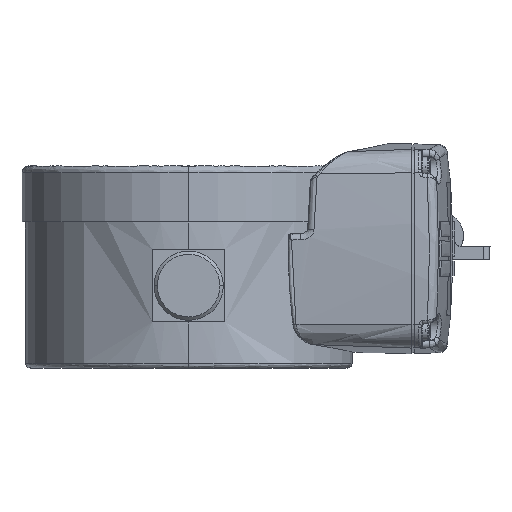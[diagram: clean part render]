
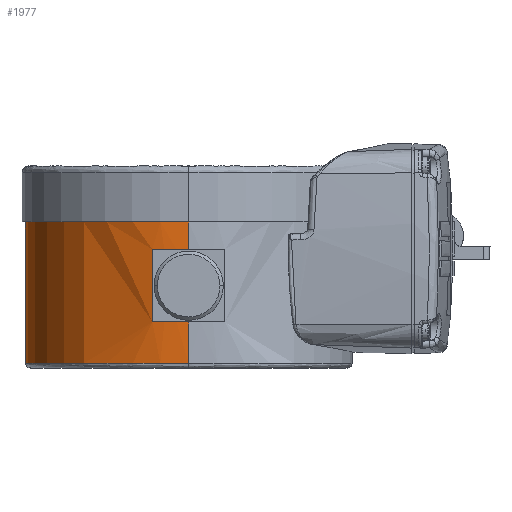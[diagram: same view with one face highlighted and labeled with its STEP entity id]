
A CAD part, front view. The second image highlights one B-rep face of the part: STEP entity #1977.
In plain terms, the highlighted free-form (B-spline) face has degree [8, 1] with [9, 2] control points.
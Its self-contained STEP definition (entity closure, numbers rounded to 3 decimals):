
#49=DIRECTION('',(0.,0.,-1.));
#50=VECTOR('',#49,22.);
#51=CARTESIAN_POINT('',(-11.,-48.262,-25.3));
#52=LINE('',#51,#50);
#56=DIRECTION('',(0.,0.,-1.));
#57=VECTOR('',#56,12.5);
#58=CARTESIAN_POINT('',(0.,-49.5,-47.3));
#59=LINE('',#58,#57);
#63=CARTESIAN_POINT('',(0.,0.,-59.8));
#64=DIRECTION('',(0.,0.,-1.));
#65=DIRECTION('',(0.,-1.,0.));
#66=AXIS2_PLACEMENT_3D('',#63,#64,#65);
#71=DIRECTION('',(0.,0.,-1.));
#72=VECTOR('',#71,8.3);
#73=CARTESIAN_POINT('',(0.,-49.5,-17.));
#74=LINE('',#73,#72);
#92=CARTESIAN_POINT('',(0.,0.,-25.3));
#93=DIRECTION('',(0.,0.,1.));
#94=DIRECTION('',(-0.222,-0.975,0.));
#95=AXIS2_PLACEMENT_3D('',#92,#93,#94);
#122=DIRECTION('',(0.,0.,-1.));
#123=VECTOR('',#122,42.8);
#124=CARTESIAN_POINT('',(0.,49.5,-17.));
#125=LINE('',#124,#123);
#153=CARTESIAN_POINT('',(0.,0.,-17.));
#154=DIRECTION('',(0.,0.,-1.));
#155=DIRECTION('',(0.,-1.,0.));
#156=AXIS2_PLACEMENT_3D('',#153,#154,#155);
#1383=CARTESIAN_POINT('',(0.,0.,-47.3));
#1384=DIRECTION('',(0.,0.,-1.));
#1385=DIRECTION('',(0.,-1.,0.));
#1386=AXIS2_PLACEMENT_3D('',#1383,#1384,#1385);
#1590=CARTESIAN_POINT('',(0.,-49.5,-59.8));
#1591=CARTESIAN_POINT('',(0.,49.5,-59.8));
#1592=VERTEX_POINT('',#1590);
#1593=VERTEX_POINT('',#1591);
#1594=CARTESIAN_POINT('',(-11.,-48.262,-25.3));
#1595=CARTESIAN_POINT('',(-11.,-48.262,-47.3));
#1596=VERTEX_POINT('',#1594);
#1597=VERTEX_POINT('',#1595);
#1598=CARTESIAN_POINT('',(0.,-49.5,-47.3));
#1599=VERTEX_POINT('',#1598);
#1600=CARTESIAN_POINT('',(0.,49.5,-17.));
#1601=VERTEX_POINT('',#1600);
#1602=CARTESIAN_POINT('',(0.,-49.5,-17.));
#1603=VERTEX_POINT('',#1602);
#1604=CARTESIAN_POINT('',(0.,-49.5,-25.3));
#1605=VERTEX_POINT('',#1604);
#1941=CARTESIAN_POINT('',(3.108,49.403,-60.656));
#1942=CARTESIAN_POINT('',(3.108,49.403,-16.144));
#1943=CARTESIAN_POINT('',(-17.068,50.672,-60.656));
#1944=CARTESIAN_POINT('',(-17.068,50.672,-16.144));
#1945=CARTESIAN_POINT('',(-37.837,42.524,-60.656));
#1946=CARTESIAN_POINT('',(-37.837,42.524,-16.144));
#1947=CARTESIAN_POINT('',(-54.069,24.652,-60.656));
#1948=CARTESIAN_POINT('',(-54.069,24.652,-16.144));
#1949=CARTESIAN_POINT('',(-60.438,-0.006,-60.656));
#1950=CARTESIAN_POINT('',(-60.438,-0.006,-16.144));
#1951=CARTESIAN_POINT('',(-54.069,-24.644,-60.656));
#1952=CARTESIAN_POINT('',(-54.069,-24.644,-16.144));
#1953=CARTESIAN_POINT('',(-37.837,-42.524,-60.656));
#1954=CARTESIAN_POINT('',(-37.837,-42.524,-16.144));
#1955=CARTESIAN_POINT('',(-17.068,-50.672,-60.656));
#1956=CARTESIAN_POINT('',(-17.068,-50.672,-16.144));
#1957=CARTESIAN_POINT('',(3.108,-49.403,-60.656));
#1958=CARTESIAN_POINT('',(3.108,-49.403,-16.144));
#1959=B_SPLINE_SURFACE_WITH_KNOTS('',8,1,((#1941,#1942),(#1943,#1944),(#1945,
#1946),(#1947,#1948),(#1949,#1950),(#1951,#1952),(#1953,#1954),(#1955,#1956),(
#1957,#1958)),.UNSPECIFIED.,.F.,.F.,.F.,(9,9),(2,2),(0.,
3.267),(-22.256,22.256),.UNSPECIFIED.);
#1961=ORIENTED_EDGE('',*,*,#1960,.T.);
#1963=ORIENTED_EDGE('',*,*,#1962,.F.);
#1965=ORIENTED_EDGE('',*,*,#1964,.T.);
#1966=ORIENTED_EDGE('',*,*,#1931,.T.);
#1968=ORIENTED_EDGE('',*,*,#1967,.F.);
#1970=ORIENTED_EDGE('',*,*,#1969,.F.);
#1972=ORIENTED_EDGE('',*,*,#1971,.T.);
#1974=ORIENTED_EDGE('',*,*,#1973,.F.);
#1975=EDGE_LOOP('',(#1961,#1963,#1965,#1966,#1968,#1970,#1972,#1974));
#1976=FACE_OUTER_BOUND('',#1975,.F.);
#67=CIRCLE('',#66,49.5);
#96=CIRCLE('',#95,49.5);
#157=CIRCLE('',#156,49.5);
#1387=CIRCLE('',#1386,49.5);
#1931=EDGE_CURVE('',#1592,#1593,#67,.T.);
#1960=EDGE_CURVE('',#1596,#1597,#52,.T.);
#1962=EDGE_CURVE('',#1599,#1597,#1387,.T.);
#1964=EDGE_CURVE('',#1599,#1592,#59,.T.);
#1967=EDGE_CURVE('',#1601,#1593,#125,.T.);
#1969=EDGE_CURVE('',#1603,#1601,#157,.T.);
#1971=EDGE_CURVE('',#1603,#1605,#74,.T.);
#1973=EDGE_CURVE('',#1596,#1605,#96,.T.);
#1977=ADVANCED_FACE('',(#1976),#1959,.T.);
